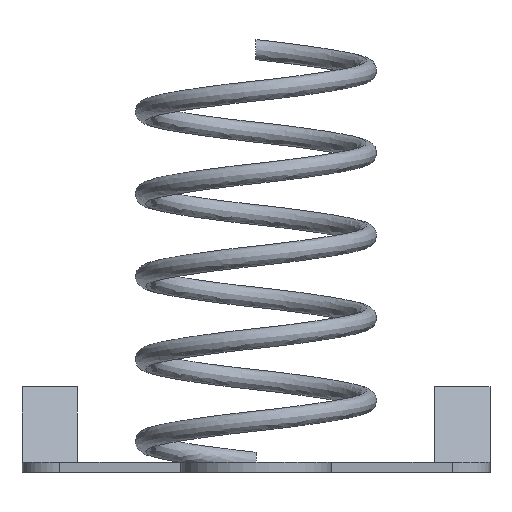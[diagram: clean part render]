
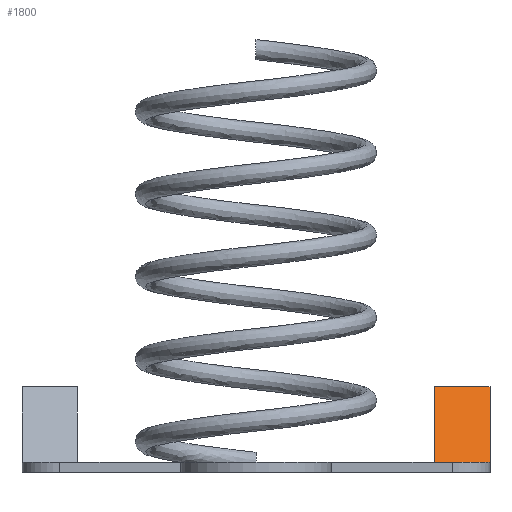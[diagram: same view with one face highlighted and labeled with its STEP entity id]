
A CAD part, front view. The second image highlights one B-rep face of the part: STEP entity #1800.
In plain terms, the highlighted planar face has unit normal (0, -0.752, 0.659).
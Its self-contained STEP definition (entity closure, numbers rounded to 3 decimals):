
#107 = CARTESIAN_POINT ( 'NONE',  ( 4.65, -1.75, 0.2 ) ) ;
#132 = ORIENTED_EDGE ( 'NONE', *, *, #2093, .F. ) ;
#240 = ORIENTED_EDGE ( 'NONE', *, *, #1188, .T. ) ;
#450 = LINE ( 'NONE', #107, #772 ) ;
#587 = DIRECTION ( 'NONE',  ( 0., 0.659, 0.752 ) ) ;
#661 = PLANE ( 'NONE',  #1300 ) ;
#700 = VERTEX_POINT ( 'NONE', #1246 ) ;
#705 = DIRECTION ( 'NONE',  ( 1., 0., 0. ) ) ;
#772 = VECTOR ( 'NONE', #2182, 1000. ) ;
#959 = VECTOR ( 'NONE', #705, 1000. ) ;
#1105 = LINE ( 'NONE', #1643, #2050 ) ;
#1155 = VERTEX_POINT ( 'NONE', #1504 ) ;
#1188 = EDGE_CURVE ( 'NONE', #1773, #1155, #1847, .T. ) ;
#1246 = CARTESIAN_POINT ( 'NONE',  ( 3.55, -0.435, 1.7 ) ) ;
#1282 = VECTOR ( 'NONE', #1682, 1000. ) ;
#1300 = AXIS2_PLACEMENT_3D ( 'NONE', #1584, #2091, #1362 ) ;
#1323 = CARTESIAN_POINT ( 'NONE',  ( 3.55, -1.75, 0.2 ) ) ;
#1362 = DIRECTION ( 'NONE',  ( 0., 0.659, 0.752 ) ) ;
#1391 = EDGE_CURVE ( 'NONE', #700, #1155, #2060, .T. ) ;
#1416 = CARTESIAN_POINT ( 'NONE',  ( 4.65, -1.75, 0.2 ) ) ;
#1504 = CARTESIAN_POINT ( 'NONE',  ( 4.65, -0.435, 1.7 ) ) ;
#1584 = CARTESIAN_POINT ( 'NONE',  ( 3.55, -1.75, 0.2 ) ) ;
#1622 = ORIENTED_EDGE ( 'NONE', *, *, #1391, .F. ) ;
#1643 = CARTESIAN_POINT ( 'NONE',  ( 3.55, -1.75, 0.2 ) ) ;
#1666 = ORIENTED_EDGE ( 'NONE', *, *, #1694, .T. ) ;
#1682 = DIRECTION ( 'NONE',  ( 0., 0.659, 0.752 ) ) ;
#1689 = FACE_OUTER_BOUND ( 'NONE', #2199, .T. ) ;
#1694 = EDGE_CURVE ( 'NONE', #1707, #1773, #450, .T. ) ;
#1707 = VERTEX_POINT ( 'NONE', #1323 ) ;
#1773 = VERTEX_POINT ( 'NONE', #1416 ) ;
#1800 = ADVANCED_FACE ( 'NONE', ( #1689 ), #661, .F. ) ;
#1847 = LINE ( 'NONE', #2214, #1282 ) ;
#2050 = VECTOR ( 'NONE', #587, 1000. ) ;
#2051 = CARTESIAN_POINT ( 'NONE',  ( 3.55, -0.435, 1.7 ) ) ;
#2060 = LINE ( 'NONE', #2051, #959 ) ;
#2091 = DIRECTION ( 'NONE',  ( 0., 0.752, -0.659 ) ) ;
#2093 = EDGE_CURVE ( 'NONE', #1707, #700, #1105, .T. ) ;
#2182 = DIRECTION ( 'NONE',  ( 1., 0., 0. ) ) ;
#2199 = EDGE_LOOP ( 'NONE', ( #240, #1622, #132, #1666 ) ) ;
#2214 = CARTESIAN_POINT ( 'NONE',  ( 4.65, -1.75, 0.2 ) ) ;
